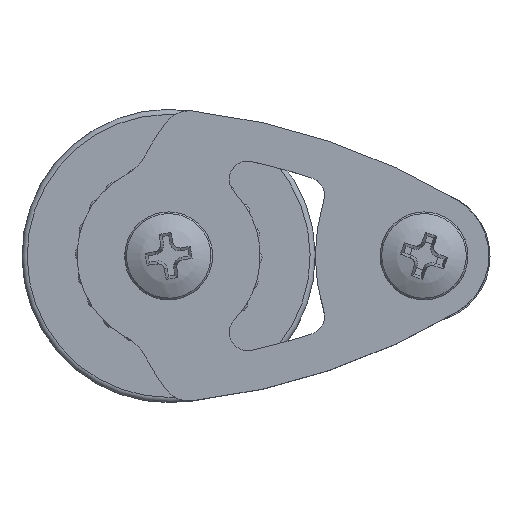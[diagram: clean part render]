
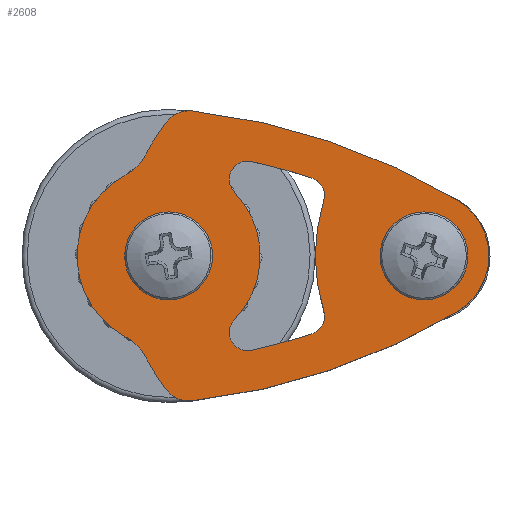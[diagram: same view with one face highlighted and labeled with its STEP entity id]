
A CAD part, top view. The second image highlights one B-rep face of the part: STEP entity #2608.
In plain terms, the highlighted planar face has unit normal (0, 0, 1).
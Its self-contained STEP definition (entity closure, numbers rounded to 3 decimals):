
#133=FACE_BOUND('',#526,.T.);
#134=FACE_BOUND('',#527,.T.);
#135=FACE_BOUND('',#528,.T.);
#326=FACE_OUTER_BOUND('',#525,.T.);
#525=EDGE_LOOP('',(#2001,#2002,#2003,#2004,#2005,#2006,#2007,#2008,#2009,
#2010));
#526=EDGE_LOOP('',(#2011));
#527=EDGE_LOOP('',(#2012,#2013,#2014,#2015,#2016,#2017,#2018,#2019));
#528=EDGE_LOOP('',(#2020));
#778=CIRCLE('',#2817,5.8);
#786=CIRCLE('',#2842,90.);
#787=CIRCLE('',#2843,4.);
#788=CIRCLE('',#2844,30.);
#789=CIRCLE('',#2845,7.);
#790=CIRCLE('',#2846,12.5);
#791=CIRCLE('',#2847,7.);
#792=CIRCLE('',#2848,30.);
#793=CIRCLE('',#2849,4.);
#794=CIRCLE('',#2850,90.);
#795=CIRCLE('',#2851,8.85);
#796=CIRCLE('',#2852,5.8);
#797=CIRCLE('',#2853,2.5);
#798=CIRCLE('',#2854,84.5);
#799=CIRCLE('',#2855,2.5);
#800=CIRCLE('',#2856,12.5);
#801=CIRCLE('',#2857,2.5);
#802=CIRCLE('',#2858,84.5);
#803=CIRCLE('',#2859,2.5);
#804=CIRCLE('',#2860,25.);
#1228=VERTEX_POINT('',#4245);
#1248=VERTEX_POINT('',#4332);
#1249=VERTEX_POINT('',#4333);
#1250=VERTEX_POINT('',#4335);
#1251=VERTEX_POINT('',#4337);
#1252=VERTEX_POINT('',#4339);
#1253=VERTEX_POINT('',#4341);
#1254=VERTEX_POINT('',#4343);
#1255=VERTEX_POINT('',#4345);
#1256=VERTEX_POINT('',#4347);
#1257=VERTEX_POINT('',#4349);
#1258=VERTEX_POINT('',#4352);
#1259=VERTEX_POINT('',#4354);
#1260=VERTEX_POINT('',#4355);
#1261=VERTEX_POINT('',#4357);
#1262=VERTEX_POINT('',#4359);
#1263=VERTEX_POINT('',#4361);
#1264=VERTEX_POINT('',#4363);
#1265=VERTEX_POINT('',#4365);
#1266=VERTEX_POINT('',#4367);
#1518=EDGE_CURVE('',#1228,#1228,#778,.T.);
#1544=EDGE_CURVE('',#1248,#1249,#786,.T.);
#1545=EDGE_CURVE('',#1249,#1250,#787,.T.);
#1546=EDGE_CURVE('',#1250,#1251,#788,.T.);
#1547=EDGE_CURVE('',#1251,#1252,#789,.T.);
#1548=EDGE_CURVE('',#1252,#1253,#790,.T.);
#1549=EDGE_CURVE('',#1253,#1254,#791,.T.);
#1550=EDGE_CURVE('',#1254,#1255,#792,.T.);
#1551=EDGE_CURVE('',#1255,#1256,#793,.T.);
#1552=EDGE_CURVE('',#1256,#1257,#794,.T.);
#1553=EDGE_CURVE('',#1257,#1248,#795,.T.);
#1554=EDGE_CURVE('',#1258,#1258,#796,.T.);
#1555=EDGE_CURVE('',#1259,#1260,#797,.T.);
#1556=EDGE_CURVE('',#1260,#1261,#798,.T.);
#1557=EDGE_CURVE('',#1261,#1262,#799,.T.);
#1558=EDGE_CURVE('',#1262,#1263,#800,.T.);
#1559=EDGE_CURVE('',#1263,#1264,#801,.T.);
#1560=EDGE_CURVE('',#1264,#1265,#802,.T.);
#1561=EDGE_CURVE('',#1265,#1266,#803,.T.);
#1562=EDGE_CURVE('',#1266,#1259,#804,.T.);
#2001=ORIENTED_EDGE('',*,*,#1544,.T.);
#2002=ORIENTED_EDGE('',*,*,#1545,.T.);
#2003=ORIENTED_EDGE('',*,*,#1546,.T.);
#2004=ORIENTED_EDGE('',*,*,#1547,.T.);
#2005=ORIENTED_EDGE('',*,*,#1548,.T.);
#2006=ORIENTED_EDGE('',*,*,#1549,.T.);
#2007=ORIENTED_EDGE('',*,*,#1550,.T.);
#2008=ORIENTED_EDGE('',*,*,#1551,.T.);
#2009=ORIENTED_EDGE('',*,*,#1552,.T.);
#2010=ORIENTED_EDGE('',*,*,#1553,.T.);
#2011=ORIENTED_EDGE('',*,*,#1554,.F.);
#2012=ORIENTED_EDGE('',*,*,#1555,.T.);
#2013=ORIENTED_EDGE('',*,*,#1556,.T.);
#2014=ORIENTED_EDGE('',*,*,#1557,.T.);
#2015=ORIENTED_EDGE('',*,*,#1558,.T.);
#2016=ORIENTED_EDGE('',*,*,#1559,.T.);
#2017=ORIENTED_EDGE('',*,*,#1560,.T.);
#2018=ORIENTED_EDGE('',*,*,#1561,.T.);
#2019=ORIENTED_EDGE('',*,*,#1562,.T.);
#2020=ORIENTED_EDGE('',*,*,#1518,.F.);
#2529=PLANE('',#2841);
#2608=ADVANCED_FACE('',(#326,#133,#134,#135),#2529,.T.);
#2817=AXIS2_PLACEMENT_3D('',#4246,#3319,#3320);
#2841=AXIS2_PLACEMENT_3D('',#4331,#3373,#3374);
#2842=AXIS2_PLACEMENT_3D('',#4334,#3375,#3376);
#2843=AXIS2_PLACEMENT_3D('',#4336,#3377,#3378);
#2844=AXIS2_PLACEMENT_3D('',#4338,#3379,#3380);
#2845=AXIS2_PLACEMENT_3D('',#4340,#3381,#3382);
#2846=AXIS2_PLACEMENT_3D('',#4342,#3383,#3384);
#2847=AXIS2_PLACEMENT_3D('',#4344,#3385,#3386);
#2848=AXIS2_PLACEMENT_3D('',#4346,#3387,#3388);
#2849=AXIS2_PLACEMENT_3D('',#4348,#3389,#3390);
#2850=AXIS2_PLACEMENT_3D('',#4350,#3391,#3392);
#2851=AXIS2_PLACEMENT_3D('',#4351,#3393,#3394);
#2852=AXIS2_PLACEMENT_3D('',#4353,#3395,#3396);
#2853=AXIS2_PLACEMENT_3D('',#4356,#3397,#3398);
#2854=AXIS2_PLACEMENT_3D('',#4358,#3399,#3400);
#2855=AXIS2_PLACEMENT_3D('',#4360,#3401,#3402);
#2856=AXIS2_PLACEMENT_3D('',#4362,#3403,#3404);
#2857=AXIS2_PLACEMENT_3D('',#4364,#3405,#3406);
#2858=AXIS2_PLACEMENT_3D('',#4366,#3407,#3408);
#2859=AXIS2_PLACEMENT_3D('',#4368,#3409,#3410);
#2860=AXIS2_PLACEMENT_3D('',#4369,#3411,#3412);
#3319=DIRECTION('center_axis',(0.,0.,
1.));
#3320=DIRECTION('ref_axis',(-1.,0.,0.));
#3373=DIRECTION('center_axis',(0.,0.,1.));
#3374=DIRECTION('ref_axis',(0.,-1.,0.));
#3375=DIRECTION('center_axis',(0.,0.,1.));
#3376=DIRECTION('ref_axis',(0.513,0.859,0.));
#3377=DIRECTION('center_axis',(0.,0.,1.));
#3378=DIRECTION('ref_axis',(0.112,0.994,0.));
#3379=DIRECTION('center_axis',(0.,0.,1.));
#3380=DIRECTION('ref_axis',(-0.794,0.607,0.));
#3381=DIRECTION('center_axis',(0.,0.,-1.));
#3382=DIRECTION('ref_axis',(-0.476,0.879,0.));
#3383=DIRECTION('center_axis',(0.,0.,1.));
#3384=DIRECTION('ref_axis',(-0.476,0.879,0.));
#3385=DIRECTION('center_axis',(0.,0.,-1.));
#3386=DIRECTION('ref_axis',(-0.886,-0.463,0.));
#3387=DIRECTION('center_axis',(0.,0.,1.));
#3388=DIRECTION('ref_axis',(-0.886,-0.463,0.));
#3389=DIRECTION('center_axis',(0.,0.,1.));
#3390=DIRECTION('ref_axis',(-0.794,-0.607,0.));
#3391=DIRECTION('center_axis',(0.,0.,1.));
#3392=DIRECTION('ref_axis',(0.112,-0.994,0.));
#3393=DIRECTION('center_axis',(0.,0.,1.));
#3394=DIRECTION('ref_axis',(0.513,-0.859,0.));
#3395=DIRECTION('center_axis',(0.,0.,
1.));
#3396=DIRECTION('ref_axis',(-1.,0.,0.));
#3397=DIRECTION('center_axis',(0.,0.,-1.));
#3398=DIRECTION('ref_axis',(-0.312,0.95,0.));
#3399=DIRECTION('center_axis',(0.,0.,-1.));
#3400=DIRECTION('ref_axis',(-0.214,0.977,0.));
#3401=DIRECTION('center_axis',(0.,0.,-1.));
#3402=DIRECTION('ref_axis',(0.719,-0.695,0.));
#3403=DIRECTION('center_axis',(0.,0.,1.));
#3404=DIRECTION('ref_axis',(0.719,-0.695,0.));
#3405=DIRECTION('center_axis',(0.,0.,-1.));
#3406=DIRECTION('ref_axis',(-0.214,-0.977,0.));
#3407=DIRECTION('center_axis',(0.,0.,-1.));
#3408=DIRECTION('ref_axis',(-0.312,-0.95,0.));
#3409=DIRECTION('center_axis',(0.,0.,-1.));
#3410=DIRECTION('ref_axis',(-0.954,0.3,0.));
#3411=DIRECTION('center_axis',(0.,0.,1.));
#3412=DIRECTION('ref_axis',(-0.954,0.3,0.));
#4245=CARTESIAN_POINT('',(36.696,5.492,1.5));
#4246=CARTESIAN_POINT('Origin',(34.83,0.,
1.5));
#4331=CARTESIAN_POINT('Origin',(14.28,0.,1.5));
#4332=CARTESIAN_POINT('',(39.368,7.598,1.5));
#4333=CARTESIAN_POINT('',(3.291,19.764,1.5));
#4334=CARTESIAN_POINT('Origin',(-6.779,-69.671,1.5));
#4335=CARTESIAN_POINT('',(-0.335,18.218,1.5));
#4336=CARTESIAN_POINT('Origin',(2.843,15.789,1.5));
#4337=CARTESIAN_POINT('',(-3.084,13.902,1.5));
#4338=CARTESIAN_POINT('Origin',(23.5,0.,1.5));
#4339=CARTESIAN_POINT('',(-5.953,10.991,1.5));
#4340=CARTESIAN_POINT('Origin',(-9.287,17.146,1.5));
#4341=CARTESIAN_POINT('',(-5.953,-10.991,1.5));
#4342=CARTESIAN_POINT('Origin',(0.,0.,
1.5));
#4343=CARTESIAN_POINT('',(-3.084,-13.902,1.5));
#4344=CARTESIAN_POINT('Origin',(-9.287,-17.146,1.5));
#4345=CARTESIAN_POINT('',(-0.335,-18.218,1.5));
#4346=CARTESIAN_POINT('Origin',(23.5,0.,1.5));
#4347=CARTESIAN_POINT('',(3.291,-19.764,1.5));
#4348=CARTESIAN_POINT('Origin',(2.843,-15.789,1.5));
#4349=CARTESIAN_POINT('',(39.368,-7.598,1.5));
#4350=CARTESIAN_POINT('Origin',(-6.779,69.671,1.5));
#4351=CARTESIAN_POINT('Origin',(34.83,0.,1.5));
#4352=CARTESIAN_POINT('',(-0.887,5.732,1.5));
#4353=CARTESIAN_POINT('Origin',(0.,0.,
1.5));
#4354=CARTESIAN_POINT('',(21.151,-7.499,1.5));
#4355=CARTESIAN_POINT('',(19.545,-10.624,1.5));
#4356=CARTESIAN_POINT('Origin',(18.766,-8.249,1.5));
#4357=CARTESIAN_POINT('',(11.319,-12.868,1.5));
#4358=CARTESIAN_POINT('Origin',(-6.779,69.671,1.5));
#4359=CARTESIAN_POINT('',(8.987,-8.688,1.5));
#4360=CARTESIAN_POINT('Origin',(10.784,-10.426,1.5));
#4361=CARTESIAN_POINT('',(8.987,8.688,1.5));
#4362=CARTESIAN_POINT('Origin',(0.,0.,
1.5));
#4363=CARTESIAN_POINT('',(11.319,12.868,1.5));
#4364=CARTESIAN_POINT('Origin',(10.784,10.426,1.5));
#4365=CARTESIAN_POINT('',(19.545,10.624,1.5));
#4366=CARTESIAN_POINT('Origin',(-6.779,-69.671,1.5));
#4367=CARTESIAN_POINT('',(21.151,7.499,1.5));
#4368=CARTESIAN_POINT('Origin',(18.766,8.249,1.5));
#4369=CARTESIAN_POINT('Origin',(45.,0.,1.5));
